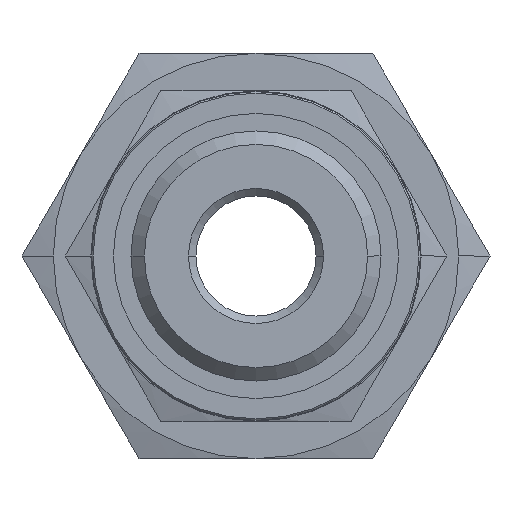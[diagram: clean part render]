
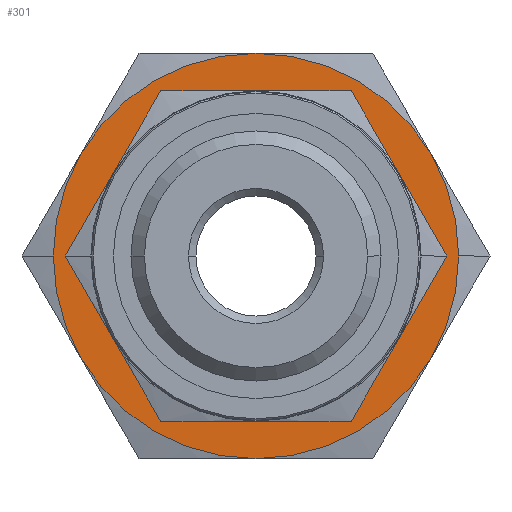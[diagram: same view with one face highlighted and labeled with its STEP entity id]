
A CAD part, left-side view. The second image highlights one B-rep face of the part: STEP entity #301.
In plain terms, the highlighted planar face has unit normal (-1, 0, 0).
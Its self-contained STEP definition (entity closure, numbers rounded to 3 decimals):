
#301 = ADVANCED_FACE( '', ( #680, #681 ), #682, .T. );
#680 = FACE_BOUND( '', #1066, .T. );
#681 = FACE_OUTER_BOUND( '', #1067, .T. );
#682 = PLANE( '', #1068 );
#1066 = EDGE_LOOP( '', ( #2430, #2431 ) );
#1067 = EDGE_LOOP( '', ( #2432, #2433, #2434, #2435, #2436, #2437, #2438, #2439 ) );
#1068 = AXIS2_PLACEMENT_3D( '', #2440, #2441, #2442 );
#2430 = ORIENTED_EDGE( '', *, *, #2894, .T. );
#2431 = ORIENTED_EDGE( '', *, *, #2728, .T. );
#2432 = ORIENTED_EDGE( '', *, *, #2883, .T. );
#2433 = ORIENTED_EDGE( '', *, *, #2746, .T. );
#2434 = ORIENTED_EDGE( '', *, *, #2878, .T. );
#2435 = ORIENTED_EDGE( '', *, *, #2879, .T. );
#2436 = ORIENTED_EDGE( '', *, *, #2748, .T. );
#2437 = ORIENTED_EDGE( '', *, *, #2880, .T. );
#2438 = ORIENTED_EDGE( '', *, *, #2881, .T. );
#2439 = ORIENTED_EDGE( '', *, *, #2882, .T. );
#2440 = CARTESIAN_POINT( '', ( 11.2, 6.75, 0. ) );
#2441 = DIRECTION( '', ( -1., 0., 0. ) );
#2442 = DIRECTION( '', ( 0., 1., 0. ) );
#2728 = EDGE_CURVE( '', #3312, #3309, #3313, .T. );
#2746 = EDGE_CURVE( '', #3343, #3345, #3347, .T. );
#2748 = EDGE_CURVE( '', #3351, #3348, #3352, .T. );
#2878 = EDGE_CURVE( '', #3345, #3555, #3566, .T. );
#2879 = EDGE_CURVE( '', #3555, #3351, #3567, .T. );
#2880 = EDGE_CURVE( '', #3348, #3524, #3568, .T. );
#2881 = EDGE_CURVE( '', #3524, #3544, #3569, .T. );
#2882 = EDGE_CURVE( '', #3544, #3535, #3570, .T. );
#2883 = EDGE_CURVE( '', #3535, #3343, #3571, .T. );
#2894 = EDGE_CURVE( '', #3309, #3312, #3582, .T. );
#3309 = VERTEX_POINT( '', #4351 );
#3312 = VERTEX_POINT( '', #4355 );
#3313 = CIRCLE( '', #4356, 10. );
#3343 = VERTEX_POINT( '', #4411 );
#3345 = VERTEX_POINT( '', #4414 );
#3347 = CIRCLE( '', #4425, 13.5 );
#3348 = VERTEX_POINT( '', #4426 );
#3351 = VERTEX_POINT( '', #4430 );
#3352 = CIRCLE( '', #4431, 13.5 );
#3524 = VERTEX_POINT( '', #4698 );
#3535 = VERTEX_POINT( '', #4747 );
#3544 = VERTEX_POINT( '', #4794 );
#3555 = VERTEX_POINT( '', #4860 );
#3566 = CIRCLE( '', #4926, 13.5 );
#3567 = CIRCLE( '', #4927, 13.5 );
#3568 = CIRCLE( '', #4928, 13.5 );
#3569 = CIRCLE( '', #4929, 13.5 );
#3570 = CIRCLE( '', #4930, 13.5 );
#3571 = CIRCLE( '', #4931, 13.5 );
#3582 = CIRCLE( '', #4942, 10. );
#4351 = CARTESIAN_POINT( '', ( 11.2, 10., 0. ) );
#4355 = CARTESIAN_POINT( '', ( 11.2, -10., 0. ) );
#4356 = AXIS2_PLACEMENT_3D( '', #5372, #5373, #5374 );
#4411 = CARTESIAN_POINT( '', ( 11.2, 13.5, 0. ) );
#4414 = CARTESIAN_POINT( '', ( 11.2, 11.691, -6.75 ) );
#4425 = AXIS2_PLACEMENT_3D( '', #5401, #5402, #5403 );
#4426 = CARTESIAN_POINT( '', ( 11.2, -13.5, 0. ) );
#4430 = CARTESIAN_POINT( '', ( 11.2, -11.691, -6.75 ) );
#4431 = AXIS2_PLACEMENT_3D( '', #5405, #5406, #5407 );
#4698 = CARTESIAN_POINT( '', ( 11.2, -11.691, 6.75 ) );
#4747 = CARTESIAN_POINT( '', ( 11.2, 11.691, 6.75 ) );
#4794 = CARTESIAN_POINT( '', ( 11.2, 0., 13.5 ) );
#4860 = CARTESIAN_POINT( '', ( 11.2, 0., -13.5 ) );
#4926 = AXIS2_PLACEMENT_3D( '', #5548, #5549, #5550 );
#4927 = AXIS2_PLACEMENT_3D( '', #5551, #5552, #5553 );
#4928 = AXIS2_PLACEMENT_3D( '', #5554, #5555, #5556 );
#4929 = AXIS2_PLACEMENT_3D( '', #5557, #5558, #5559 );
#4930 = AXIS2_PLACEMENT_3D( '', #5560, #5561, #5562 );
#4931 = AXIS2_PLACEMENT_3D( '', #5563, #5564, #5565 );
#4942 = AXIS2_PLACEMENT_3D( '', #5596, #5597, #5598 );
#5372 = CARTESIAN_POINT( '', ( 11.2, 0., 0. ) );
#5373 = DIRECTION( '', ( 1., 0., 0. ) );
#5374 = DIRECTION( '', ( 0., 1., 0. ) );
#5401 = CARTESIAN_POINT( '', ( 11.2, 0., 0. ) );
#5402 = DIRECTION( '', ( -1., 0., 0. ) );
#5403 = DIRECTION( '', ( 0., 1., 0. ) );
#5405 = CARTESIAN_POINT( '', ( 11.2, 0., 0. ) );
#5406 = DIRECTION( '', ( -1., 0., 0. ) );
#5407 = DIRECTION( '', ( 0., 1., 0. ) );
#5548 = CARTESIAN_POINT( '', ( 11.2, 0., 0. ) );
#5549 = DIRECTION( '', ( -1., 0., 0. ) );
#5550 = DIRECTION( '', ( 0., 1., 0. ) );
#5551 = CARTESIAN_POINT( '', ( 11.2, 0., 0. ) );
#5552 = DIRECTION( '', ( -1., 0., 0. ) );
#5553 = DIRECTION( '', ( 0., 1., 0. ) );
#5554 = CARTESIAN_POINT( '', ( 11.2, 0., 0. ) );
#5555 = DIRECTION( '', ( -1., 0., 0. ) );
#5556 = DIRECTION( '', ( 0., 1., 0. ) );
#5557 = CARTESIAN_POINT( '', ( 11.2, 0., 0. ) );
#5558 = DIRECTION( '', ( -1., 0., 0. ) );
#5559 = DIRECTION( '', ( 0., 1., 0. ) );
#5560 = CARTESIAN_POINT( '', ( 11.2, 0., 0. ) );
#5561 = DIRECTION( '', ( -1., 0., 0. ) );
#5562 = DIRECTION( '', ( 0., 1., 0. ) );
#5563 = CARTESIAN_POINT( '', ( 11.2, 0., 0. ) );
#5564 = DIRECTION( '', ( -1., 0., 0. ) );
#5565 = DIRECTION( '', ( 0., 1., 0. ) );
#5596 = CARTESIAN_POINT( '', ( 11.2, 0., 0. ) );
#5597 = DIRECTION( '', ( 1., 0., 0. ) );
#5598 = DIRECTION( '', ( 0., 1., 0. ) );
